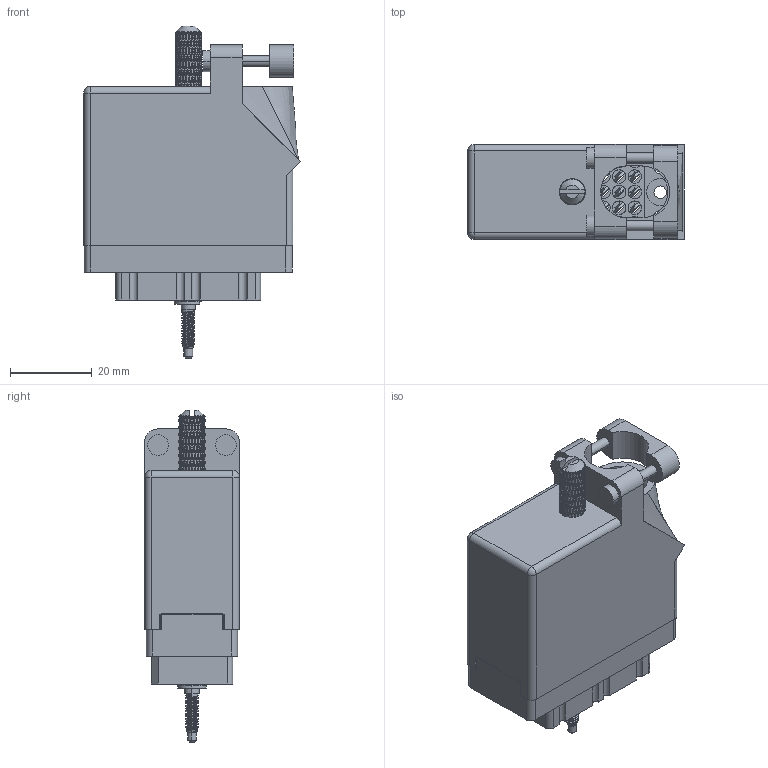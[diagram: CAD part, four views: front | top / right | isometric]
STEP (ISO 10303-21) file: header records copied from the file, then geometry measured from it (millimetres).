
FILE_DESCRIPTION (( 'STEP AP203' ), '1' );
FILE_NAME ('519-036-541-415.STEP', '2020-09-09T22:19:49', ( '' ), ( '' ), 'SwSTEP 2.0', 'SolidWorks 2020', '' );
FILE_SCHEMA (( 'CONFIG_CONTROL_DESIGN' ));
Length unit declared in the file: inch
Products named in the file (9): 516-253-035-100; 516-292-001_541 Contact; Actuating Screw Assy 038-056; 516-253-138-107; 519-036-541-415; 516-251-035-100; 516-230-001_Plastic - 038 Top Entry; 516-250-038-111; 519 Receptacle Insulator_036
Assembly tree (44 placements, depth 3):
  519-036-541-415
    519 Receptacle Insulator_036
    516-292-001_541 Contact  x36
    Actuating Screw Assy 038-056
      516-251-035-100
      516-253-035-100  x2
      516-253-138-107
      516-250-038-111
    516-230-001_Plastic - 038 Top Entry
Bounding box: 52.85 x 23.11 x 81.03 mm (x, y, z)
Volume: 25157.6 mm3; surface area: 36934.5 mm2
Topology: 43 solids, 43 shells, 4910 faces, 13159 edges, 8358 vertices
Faces by surface type: plane 2236, cylinder 1427, bspline 1225, cone 20, sphere 2
Entity records: 101427 total; most frequent: CARTESIAN_POINT 54358, ORIENTED_EDGE 11730, DIRECTION 6895, EDGE_CURVE 5865, VERTEX_POINT 3520, EDGE_LOOP 2507, ADVANCED_FACE 2384, FACE_OUTER_BOUND 2384
